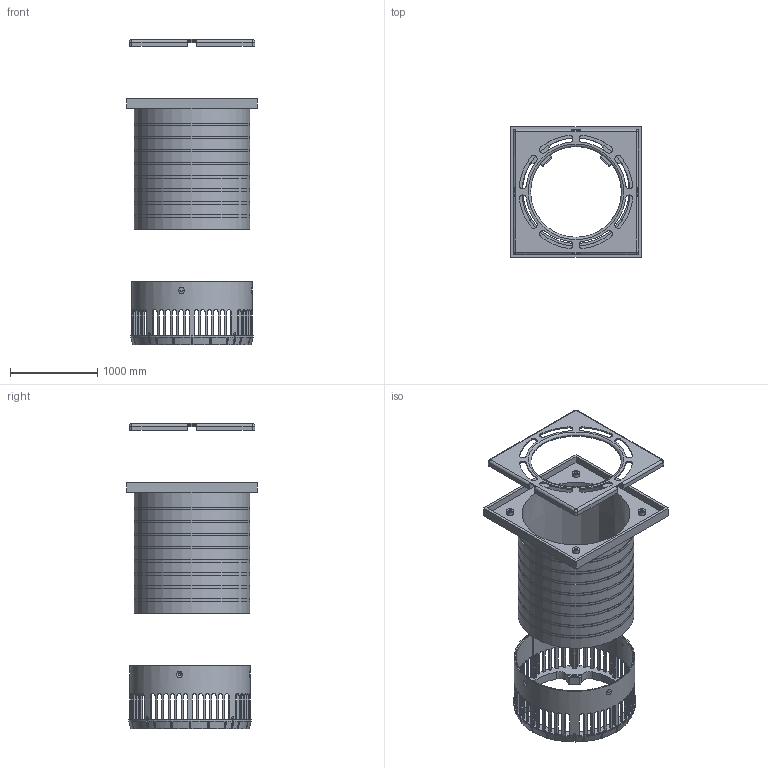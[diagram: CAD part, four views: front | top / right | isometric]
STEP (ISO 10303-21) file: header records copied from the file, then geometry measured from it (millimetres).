
FILE_DESCRIPTION(/* description */ (''),/* implementation_level */ '2;1');
FILE_NAME(/* name */ '20423.100X_3D.stp',/* time_stamp */ '2024-12-12T07:56:41+01:00',/* author */ ('CAD'),/* organization */ (''),/* preprocessor_version */ 'ST-DEVELOPER v20',/* originating_system */ 'AutoCAD Mechanical',/* authorisation */ '');
FILE_SCHEMA (('AUTOMOTIVE_DESIGN { 1 0 10303 214 3 1 1 }'));
Products named in the file (2): Product; *S0
Assembly tree (1 placements, depth 2):
  Product
    *S0
Bounding box: 1500 x 1500 x 3500 mm (x, y, z)
Volume: 321568477.2 mm3; surface area: 24029408.4 mm2
Topology: 3 solids, 3 shells, 1287 faces, 3547 edges, 2216 vertices
Faces by surface type: cylinder 435, plane 332, bspline 312, torus 115, cone 53, sphere 40
Full cylindrical faces by diameter (mm): 35 x4, 80 x4, 1040 x1, 1070 x1, 1320 x8, 1330 x9, 1342.5 x1, 1382.5 x1
Entity records: 51738 total; most frequent: CARTESIAN_POINT 19991, ORIENTED_EDGE 7034, DIRECTION 6446, EDGE_CURVE 3517, AXIS2_PLACEMENT_3D 2590, VERTEX_POINT 2212, EDGE_LOOP 1389, FACE_OUTER_BOUND 1287
